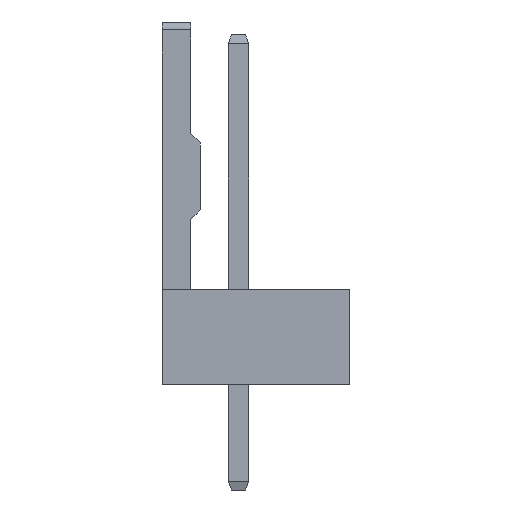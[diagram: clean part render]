
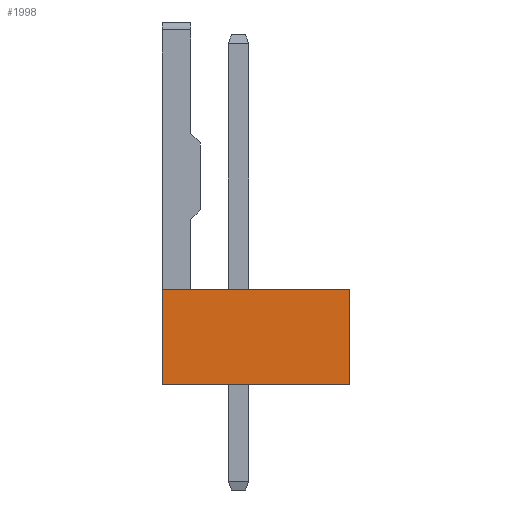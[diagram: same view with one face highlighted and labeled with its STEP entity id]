
A CAD part, left-side view. The second image highlights one B-rep face of the part: STEP entity #1998.
In plain terms, the highlighted planar face has unit normal (-1, 0, 0).
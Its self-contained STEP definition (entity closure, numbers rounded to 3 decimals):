
#121=FACE_OUTER_BOUND('',#231,.T.);
#231=EDGE_LOOP('',(#1492,#1493,#1494,#1495));
#400=LINE('',#3042,#654);
#406=LINE('',#3056,#660);
#412=LINE('',#3066,#666);
#425=LINE('',#3093,#679);
#654=VECTOR('',#2512,1000.);
#660=VECTOR('',#2524,1000.);
#666=VECTOR('',#2532,1000.);
#679=VECTOR('',#2557,1000.);
#872=VERTEX_POINT('',#3039);
#873=VERTEX_POINT('',#3041);
#877=VERTEX_POINT('',#3053);
#878=VERTEX_POINT('',#3055);
#1075=EDGE_CURVE('',#872,#873,#400,.T.);
#1082=EDGE_CURVE('',#878,#877,#406,.T.);
#1088=EDGE_CURVE('',#877,#873,#412,.T.);
#1101=EDGE_CURVE('',#872,#878,#425,.T.);
#1492=ORIENTED_EDGE('',*,*,#1088,.T.);
#1493=ORIENTED_EDGE('',*,*,#1075,.F.);
#1494=ORIENTED_EDGE('',*,*,#1101,.T.);
#1495=ORIENTED_EDGE('',*,*,#1082,.T.);
#1783=PLANE('',#2235);
#1998=ADVANCED_FACE('',(#121),#1783,.T.);
#2235=AXIS2_PLACEMENT_3D('',#3094,#2558,#2559);
#2512=DIRECTION('',(0.,0.,1.));
#2524=DIRECTION('',(0.,0.,1.));
#2532=DIRECTION('',(0.,1.,0.));
#2557=DIRECTION('',(0.,-1.,0.));
#2558=DIRECTION('center_axis',(-1.,0.,0.));
#2559=DIRECTION('ref_axis',(0.,0.,1.));
#3039=CARTESIAN_POINT('',(-1.27,2.4,0.));
#3041=CARTESIAN_POINT('',(-1.27,2.4,3.));
#3042=CARTESIAN_POINT('',(-1.27,2.4,0.));
#3053=CARTESIAN_POINT('',(-1.27,-3.5,3.));
#3055=CARTESIAN_POINT('',(-1.27,-3.5,0.));
#3056=CARTESIAN_POINT('',(-1.27,-3.5,0.));
#3066=CARTESIAN_POINT('',(-1.27,2.4,3.));
#3093=CARTESIAN_POINT('',(-1.27,2.4,0.));
#3094=CARTESIAN_POINT('Origin',(-1.27,2.4,0.));
